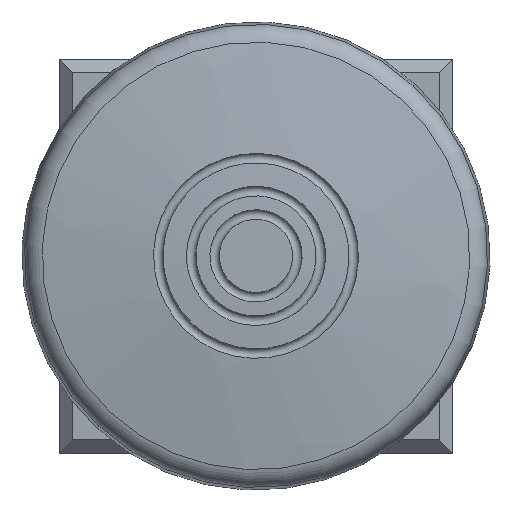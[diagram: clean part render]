
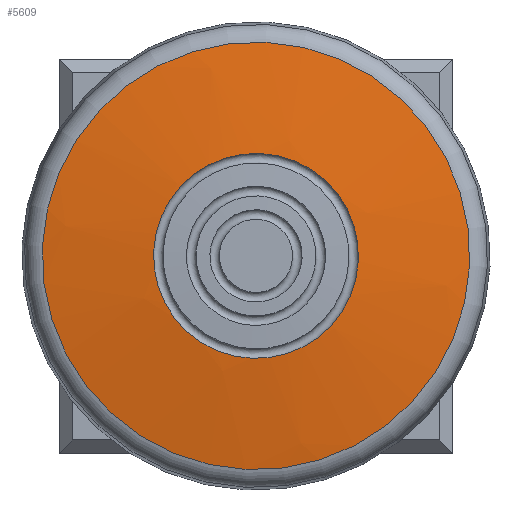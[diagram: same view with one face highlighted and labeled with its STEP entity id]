
A CAD part, top view. The second image highlights one B-rep face of the part: STEP entity #5609.
In plain terms, the highlighted spherical face has radius 80 mm.
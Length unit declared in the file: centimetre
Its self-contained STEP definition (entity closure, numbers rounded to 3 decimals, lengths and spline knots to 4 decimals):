
#207=SPHERICAL_SURFACE('',#5991,8.);
#344=FACE_BOUND('',#1017,.T.);
#406=CIRCLE('',#5990,0.7);
#407=CIRCLE('',#5992,1.46);
#651=FACE_OUTER_BOUND('',#1016,.T.);
#1016=EDGE_LOOP('',(#3786));
#1017=EDGE_LOOP('',(#3787));
#2355=VERTEX_POINT('',#8301);
#2356=VERTEX_POINT('',#8304);
#2911=EDGE_CURVE('',#2355,#2355,#406,.T.);
#2912=EDGE_CURVE('',#2356,#2356,#407,.T.);
#3786=ORIENTED_EDGE('',*,*,#2912,.F.);
#3787=ORIENTED_EDGE('',*,*,#2911,.T.);
#5609=ADVANCED_FACE('',(#651,#344),#207,.T.);
#5990=AXIS2_PLACEMENT_3D('',#8302,#6650,#6651);
#5991=AXIS2_PLACEMENT_3D('',#8303,#6652,#6653);
#5992=AXIS2_PLACEMENT_3D('',#8305,#6654,#6655);
#6650=DIRECTION('center_axis',(0.,0.,
-1.));
#6651=DIRECTION('ref_axis',(0.735,-0.678,0.));
#6652=DIRECTION('center_axis',(-0.678,-0.735,0.));
#6653=DIRECTION('ref_axis',(0.735,-0.678,0.));
#6654=DIRECTION('center_axis',(0.,0.,
-1.));
#6655=DIRECTION('ref_axis',(0.735,-0.678,0.));
#8301=CARTESIAN_POINT('',(0.5147,-0.4745,1.5793));
#8302=CARTESIAN_POINT('Origin',(0.,0.,
1.5793));
#8303=CARTESIAN_POINT('Origin',(0.,0.,
-6.39));
#8304=CARTESIAN_POINT('',(1.0734,-0.9896,1.4756));
#8305=CARTESIAN_POINT('Origin',(0.,0.,
1.4756));
